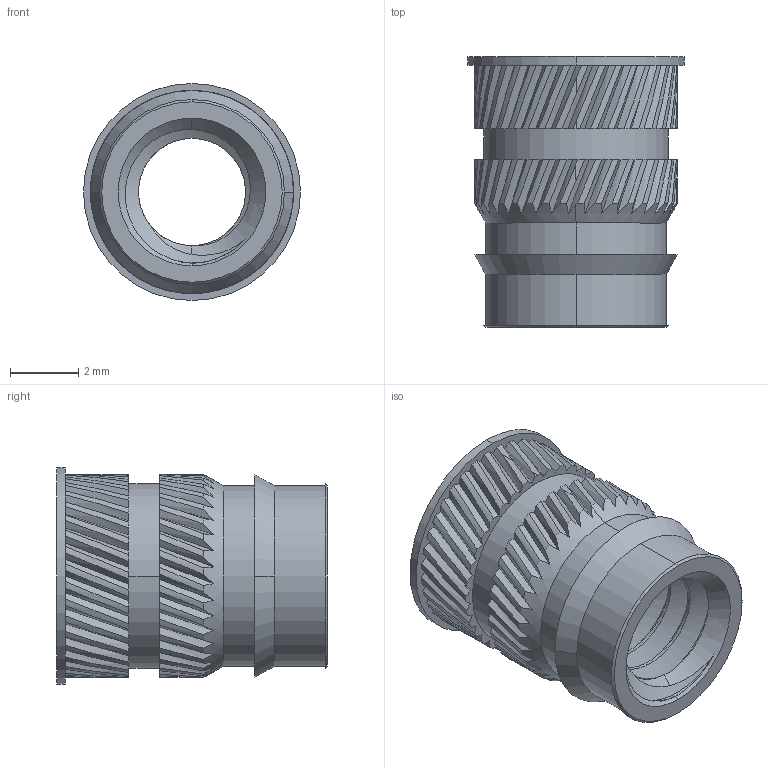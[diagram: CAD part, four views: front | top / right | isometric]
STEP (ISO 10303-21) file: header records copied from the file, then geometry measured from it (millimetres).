
FILE_DESCRIPTION (( 'STEP AP203' ), '1' );
FILE_NAME ('93365A142.STEP', '2018-04-19T12:05:47', ( '' ), ( '' ), 'SwSTEP 2.0', 'SolidWorks 2014', '' );
FILE_SCHEMA (( 'CONFIG_CONTROL_DESIGN' ));
Length unit declared in the file: inch
Products named in the file (1): 93365A142
Bounding box: 6.35 x 7.92 x 6.35 mm (x, y, z)
Volume: 110.2 mm3; surface area: 363.1 mm2
Topology: 1 solids, 1 shells, 266 faces, 774 edges, 515 vertices
Faces by surface type: bspline 147, cylinder 101, cone 11, plane 7
Entity records: 13433 total; most frequent: CARTESIAN_POINT 8247, ORIENTED_EDGE 1548, EDGE_CURVE 774, DIRECTION 629, VERTEX_POINT 515, AXIS2_PLACEMENT_3D 295, EDGE_LOOP 273, ADVANCED_FACE 266
